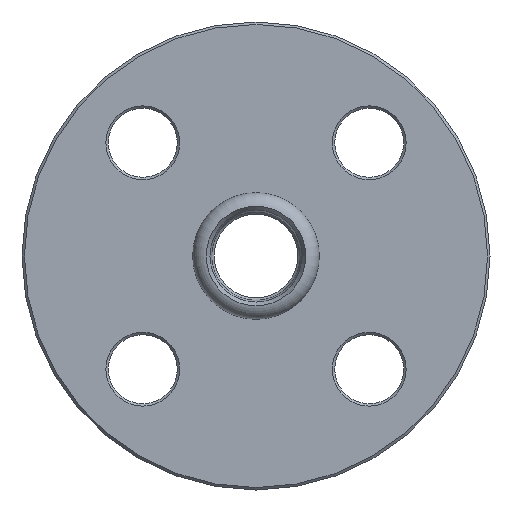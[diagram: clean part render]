
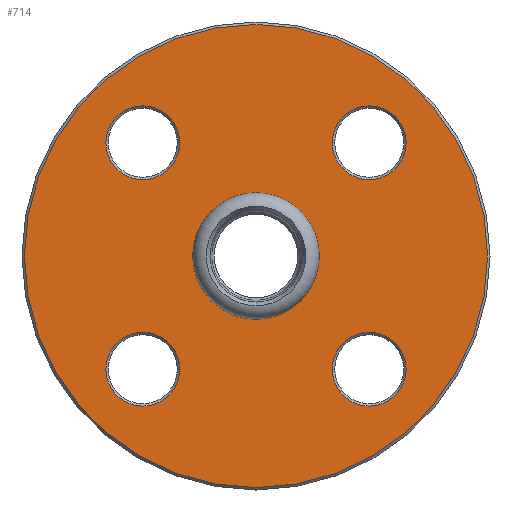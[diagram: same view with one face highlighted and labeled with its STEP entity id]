
A CAD part, left-side view. The second image highlights one B-rep face of the part: STEP entity #714.
In plain terms, the highlighted planar face has unit normal (-1, 0, 0).
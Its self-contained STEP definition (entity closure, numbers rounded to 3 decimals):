
#32=FACE_BOUND('',#173,.T.);
#33=FACE_BOUND('',#174,.T.);
#34=FACE_BOUND('',#175,.T.);
#35=FACE_BOUND('',#176,.T.);
#36=FACE_BOUND('',#177,.T.);
#44=PLANE('',#814);
#132=FACE_OUTER_BOUND('',#172,.T.);
#172=EDGE_LOOP('',(#565));
#173=EDGE_LOOP('',(#566));
#174=EDGE_LOOP('',(#567));
#175=EDGE_LOOP('',(#568));
#176=EDGE_LOOP('',(#569));
#177=EDGE_LOOP('',(#570));
#248=CIRCLE('',#815,47.);
#249=CIRCLE('',#816,7.5);
#250=CIRCLE('',#817,7.5);
#251=CIRCLE('',#818,7.5);
#252=CIRCLE('',#819,7.5);
#253=CIRCLE('',#820,12.828);
#324=VERTEX_POINT('',#1248);
#325=VERTEX_POINT('',#1250);
#326=VERTEX_POINT('',#1252);
#327=VERTEX_POINT('',#1254);
#328=VERTEX_POINT('',#1256);
#329=VERTEX_POINT('',#1258);
#411=EDGE_CURVE('',#324,#324,#248,.T.);
#412=EDGE_CURVE('',#325,#325,#249,.T.);
#413=EDGE_CURVE('',#326,#326,#250,.T.);
#414=EDGE_CURVE('',#327,#327,#251,.T.);
#415=EDGE_CURVE('',#328,#328,#252,.T.);
#416=EDGE_CURVE('',#329,#329,#253,.T.);
#565=ORIENTED_EDGE('',*,*,#411,.F.);
#566=ORIENTED_EDGE('',*,*,#412,.F.);
#567=ORIENTED_EDGE('',*,*,#413,.F.);
#568=ORIENTED_EDGE('',*,*,#414,.F.);
#569=ORIENTED_EDGE('',*,*,#415,.F.);
#570=ORIENTED_EDGE('',*,*,#416,.F.);
#714=ADVANCED_FACE('',(#132,#32,#33,#34,#35,#36),#44,.T.);
#814=AXIS2_PLACEMENT_3D('',#1247,#995,#996);
#815=AXIS2_PLACEMENT_3D('',#1249,#997,#998);
#816=AXIS2_PLACEMENT_3D('',#1251,#999,#1000);
#817=AXIS2_PLACEMENT_3D('',#1253,#1001,#1002);
#818=AXIS2_PLACEMENT_3D('',#1255,#1003,#1004);
#819=AXIS2_PLACEMENT_3D('',#1257,#1005,#1006);
#820=AXIS2_PLACEMENT_3D('',#1259,#1007,#1008);
#995=DIRECTION('center_axis',(-1.,0.,0.));
#996=DIRECTION('ref_axis',(0.,0.,1.));
#997=DIRECTION('center_axis',(1.,0.,0.));
#998=DIRECTION('ref_axis',(0.,-1.,0.));
#999=DIRECTION('center_axis',(-1.,0.,0.));
#1000=DIRECTION('ref_axis',(0.,-1.,0.));
#1001=DIRECTION('center_axis',(-1.,0.,0.));
#1002=DIRECTION('ref_axis',(0.,-1.,0.));
#1003=DIRECTION('center_axis',(-1.,0.,0.));
#1004=DIRECTION('ref_axis',(0.,-1.,0.));
#1005=DIRECTION('center_axis',(-1.,0.,0.));
#1006=DIRECTION('ref_axis',(0.,-1.,0.));
#1007=DIRECTION('center_axis',(-1.,0.,0.));
#1008=DIRECTION('ref_axis',(0.,1.,0.));
#1247=CARTESIAN_POINT('Origin',(0.,23.75,0.));
#1248=CARTESIAN_POINT('',(0.,47.,0.));
#1249=CARTESIAN_POINT('Origin',(0.,0.,0.));
#1250=CARTESIAN_POINT('',(0.,30.481,22.981));
#1251=CARTESIAN_POINT('Origin',(0.,22.981,22.981));
#1252=CARTESIAN_POINT('',(0.,30.481,-22.981));
#1253=CARTESIAN_POINT('Origin',(0.,22.981,-22.981));
#1254=CARTESIAN_POINT('',(0.,-15.481,-22.981));
#1255=CARTESIAN_POINT('Origin',(0.,-22.981,-22.981));
#1256=CARTESIAN_POINT('',(0.,-15.481,22.981));
#1257=CARTESIAN_POINT('Origin',(0.,-22.981,22.981));
#1258=CARTESIAN_POINT('',(0.,-12.828,0.));
#1259=CARTESIAN_POINT('Origin',(0.,0.,0.));
